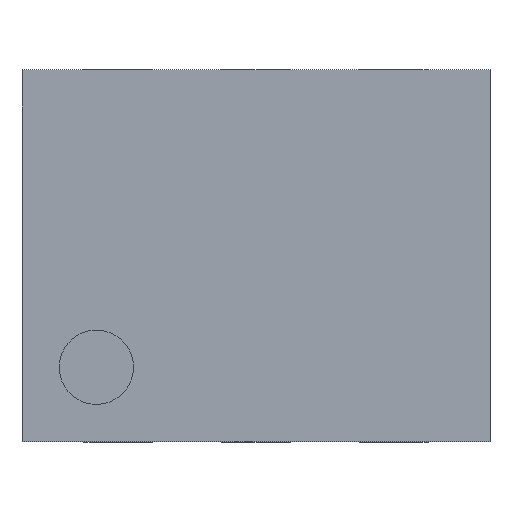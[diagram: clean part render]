
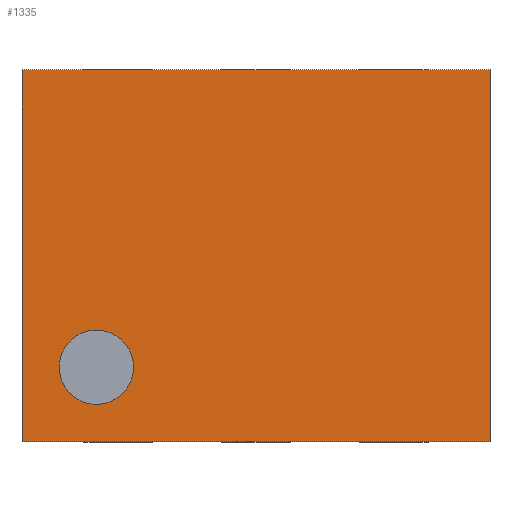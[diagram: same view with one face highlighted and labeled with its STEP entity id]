
A CAD part, top view. The second image highlights one B-rep face of the part: STEP entity #1335.
In plain terms, the highlighted planar face has unit normal (0, 0, 1).
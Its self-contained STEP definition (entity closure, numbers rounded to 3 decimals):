
#53=LINE('',#1893,#201);
#132=LINE('',#2085,#280);
#159=LINE('',#2152,#307);
#160=LINE('',#2154,#308);
#201=VECTOR('',#1538,1.7);
#280=VECTOR('',#1705,1.7);
#307=VECTOR('',#1780,1.35);
#308=VECTOR('',#1783,1.35);
#356=PLANE('',#1437);
#418=FACE_BOUND('',#550,.T.);
#419=FACE_BOUND('',#551,.T.);
#550=EDGE_LOOP('',(#1249));
#551=EDGE_LOOP('',(#1250,#1251,#1252,#1253));
#553=CIRCLE('',#1341,0.135);
#587=VERTEX_POINT('',#1790);
#621=VERTEX_POINT('',#1890);
#622=VERTEX_POINT('',#1892);
#690=VERTEX_POINT('',#2082);
#691=VERTEX_POINT('',#2084);
#709=EDGE_CURVE('',#587,#587,#553,.T.);
#758=EDGE_CURVE('',#621,#622,#53,.T.);
#855=EDGE_CURVE('',#690,#691,#132,.T.);
#888=EDGE_CURVE('',#691,#621,#159,.T.);
#889=EDGE_CURVE('',#622,#690,#160,.T.);
#1249=ORIENTED_EDGE('',*,*,#709,.T.);
#1250=ORIENTED_EDGE('',*,*,#888,.F.);
#1251=ORIENTED_EDGE('',*,*,#855,.F.);
#1252=ORIENTED_EDGE('',*,*,#889,.F.);
#1253=ORIENTED_EDGE('',*,*,#758,.F.);
#1335=ADVANCED_FACE('',(#418,#419),#356,.T.);
#1341=AXIS2_PLACEMENT_3D('',#1791,#1444,#1445);
#1437=AXIS2_PLACEMENT_3D('',#2155,#1784,#1785);
#1444=DIRECTION('center_axis',(0.,0.,-1.));
#1445=DIRECTION('ref_axis',(-1.,0.,0.));
#1538=DIRECTION('',(1.,0.,0.));
#1705=DIRECTION('',(-1.,0.,0.));
#1780=DIRECTION('',(0.,1.,0.));
#1783=DIRECTION('',(0.,-1.,0.));
#1784=DIRECTION('center_axis',(0.,0.,1.));
#1785=DIRECTION('ref_axis',(1.,0.,0.));
#1790=CARTESIAN_POINT('',(-0.445,-0.405,0.55));
#1791=CARTESIAN_POINT('Origin',(-0.58,-0.405,0.55));
#1890=CARTESIAN_POINT('',(-0.85,0.675,0.55));
#1892=CARTESIAN_POINT('',(0.85,0.675,0.55));
#1893=CARTESIAN_POINT('',(0.85,0.675,0.55));
#2082=CARTESIAN_POINT('',(0.85,-0.675,0.55));
#2084=CARTESIAN_POINT('',(-0.85,-0.675,0.55));
#2085=CARTESIAN_POINT('',(-0.85,-0.675,0.55));
#2152=CARTESIAN_POINT('',(-0.85,0.675,0.55));
#2154=CARTESIAN_POINT('',(0.85,-0.675,0.55));
#2155=CARTESIAN_POINT('Origin',(0.,0.,
0.55));
